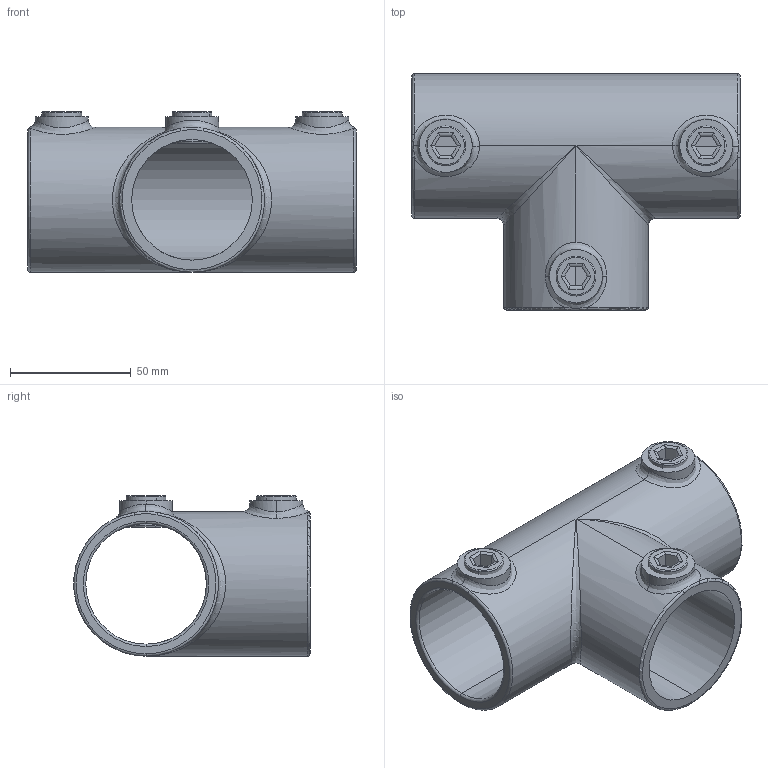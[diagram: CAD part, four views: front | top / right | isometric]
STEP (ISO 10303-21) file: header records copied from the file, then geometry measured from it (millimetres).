
FILE_DESCRIPTION (( 'STEP AP203' ), '1' );
FILE_NAME ('104-D48.STEP', '2016-09-07T08:29:58', ( '' ), ( '' ), 'SwSTEP 2.0', 'SolidWorks 2015', '' );
FILE_SCHEMA (( 'CONFIG_CONTROL_DESIGN' ));
Length unit declared in the file: millimetre
Products named in the file (3): 104-D48 Teil1; 104-D48 Teil2; 104-D48
Assembly tree (4 placements, depth 2):
  104-D48
    104-D48 Teil1
    104-D48 Teil2  x3
Bounding box: 136 x 97.91 x 66.5 mm (x, y, z)
Volume: 152530.4 mm3; surface area: 65609.6 mm2
Topology: 4 solids, 4 shells, 132 faces, 316 edges, 180 vertices
Faces by surface type: cylinder 64, plane 30, torus 21, bspline 17
Entity records: 5645 total; most frequent: CARTESIAN_POINT 3564, ORIENTED_EDGE 392, DIRECTION 333, EDGE_CURVE 196, AXIS2_PLACEMENT_3D 137, VERTEX_POINT 116, EDGE_LOOP 88, FACE_OUTER_BOUND 80
